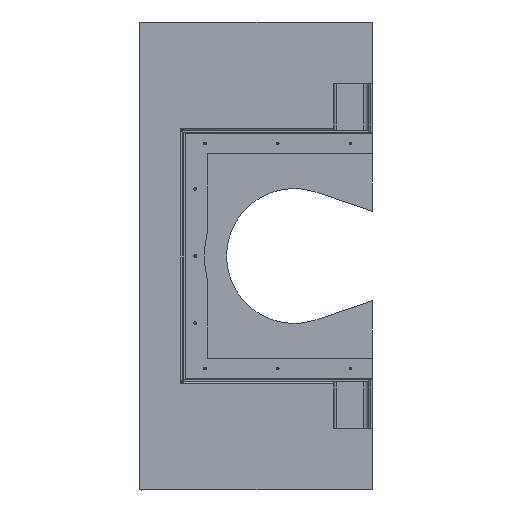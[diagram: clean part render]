
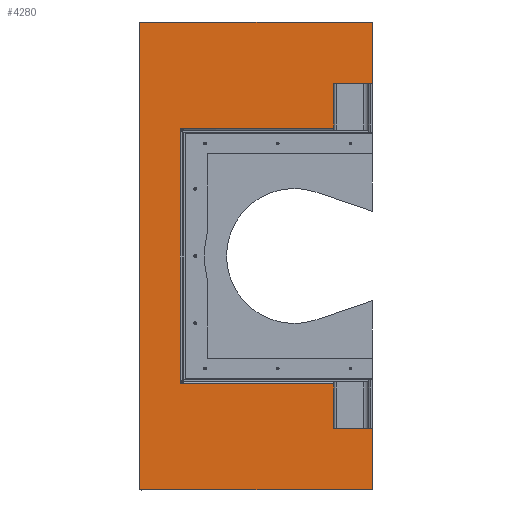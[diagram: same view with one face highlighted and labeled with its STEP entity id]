
A CAD part, front view. The second image highlights one B-rep face of the part: STEP entity #4280.
In plain terms, the highlighted face is planar.
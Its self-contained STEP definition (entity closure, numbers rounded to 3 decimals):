
#4032=CARTESIAN_POINT('',(264.0,0.,0.0));
#4033=VERTEX_POINT('',#4032);
#4040=CARTESIAN_POINT('',(485.0,0.,0.0));
#4041=VERTEX_POINT('',#4040);
#4042=CARTESIAN_POINT('',(264.0,0.,0.0));
#4043=DIRECTION('',(1.0,0.0,0.0));
#4044=VECTOR('',#4043,221.0);
#4045=LINE('',#4042,#4044);
#4046=EDGE_CURVE('',#4033,#4041,#4045,.T.);
#4070=CARTESIAN_POINT('',(264.0,398.0,0.0));
#4071=VERTEX_POINT('',#4070);
#4078=CARTESIAN_POINT('',(264.0,398.0,0.0));
#4079=DIRECTION('',(0.0,-1.0,0.0));
#4080=VECTOR('',#4079,398.0);
#4081=LINE('',#4078,#4080);
#4082=EDGE_CURVE('',#4071,#4033,#4081,.T.);
#4101=CARTESIAN_POINT('',(-264.0,398.0,0.0));
#4102=VERTEX_POINT('',#4101);
#4109=CARTESIAN_POINT('',(-264.0,398.0,0.0));
#4110=DIRECTION('',(1.0,0.0,0.0));
#4111=VECTOR('',#4110,528.0);
#4112=LINE('',#4109,#4111);
#4113=EDGE_CURVE('',#4102,#4071,#4112,.T.);
#4132=CARTESIAN_POINT('',(-264.0,0.,0.0));
#4133=VERTEX_POINT('',#4132);
#4140=CARTESIAN_POINT('',(-264.0,0.,0.0));
#4141=DIRECTION('',(0.0,1.0,0.0));
#4142=VECTOR('',#4141,398.0);
#4143=LINE('',#4140,#4142);
#4144=EDGE_CURVE('',#4133,#4102,#4143,.T.);
#4163=CARTESIAN_POINT('',(-485.0,0.,0.0));
#4164=VERTEX_POINT('',#4163);
#4171=CARTESIAN_POINT('',(-485.0,0.,0.0));
#4172=DIRECTION('',(1.0,0.0,0.0));
#4173=VECTOR('',#4172,221.0);
#4174=LINE('',#4171,#4173);
#4175=EDGE_CURVE('',#4164,#4133,#4174,.T.);
#4194=CARTESIAN_POINT('',(-485.0,482.,0.0));
#4195=VERTEX_POINT('',#4194);
#4202=CARTESIAN_POINT('',(-485.0,482.,0.0));
#4203=DIRECTION('',(0.0,-1.0,0.0));
#4204=VECTOR('',#4203,482.);
#4205=LINE('',#4202,#4204);
#4206=EDGE_CURVE('',#4195,#4164,#4205,.T.);
#4225=CARTESIAN_POINT('',(485.0,482.,0.0));
#4226=VERTEX_POINT('',#4225);
#4233=CARTESIAN_POINT('',(485.0,482.,0.0));
#4234=DIRECTION('',(-1.0,0.0,0.0));
#4235=VECTOR('',#4234,970.0);
#4236=LINE('',#4233,#4235);
#4237=EDGE_CURVE('',#4226,#4195,#4236,.T.);
#4255=CARTESIAN_POINT('',(485.0,0.0,0.0));
#4256=DIRECTION('',(0.0,1.0,0.0));
#4257=VECTOR('',#4256,482.);
#4258=LINE('',#4255,#4257);
#4259=EDGE_CURVE('',#4041,#4226,#4258,.T.);
#4265=CARTESIAN_POINT('',(0.,288.76,0.0));
#4266=DIRECTION('',(0.0,0.0,1.0));
#4267=DIRECTION('',(1.0,0.0,0.0));
#4268=AXIS2_PLACEMENT_3D('',#4265,#4266,#4267);
#4269=PLANE('',#4268);
#4270=ORIENTED_EDGE('',*,*,#4259,.F.);
#4271=ORIENTED_EDGE('',*,*,#4046,.F.);
#4272=ORIENTED_EDGE('',*,*,#4082,.F.);
#4273=ORIENTED_EDGE('',*,*,#4113,.F.);
#4274=ORIENTED_EDGE('',*,*,#4144,.F.);
#4275=ORIENTED_EDGE('',*,*,#4175,.F.);
#4276=ORIENTED_EDGE('',*,*,#4206,.F.);
#4277=ORIENTED_EDGE('',*,*,#4237,.F.);
#4278=EDGE_LOOP('',(#4270,#4271,#4272,#4273,#4274,#4275,#4276,#4277));
#4279=FACE_OUTER_BOUND('',#4278,.T.);
#4280=ADVANCED_FACE('',(#4279),#4269,.F.);
